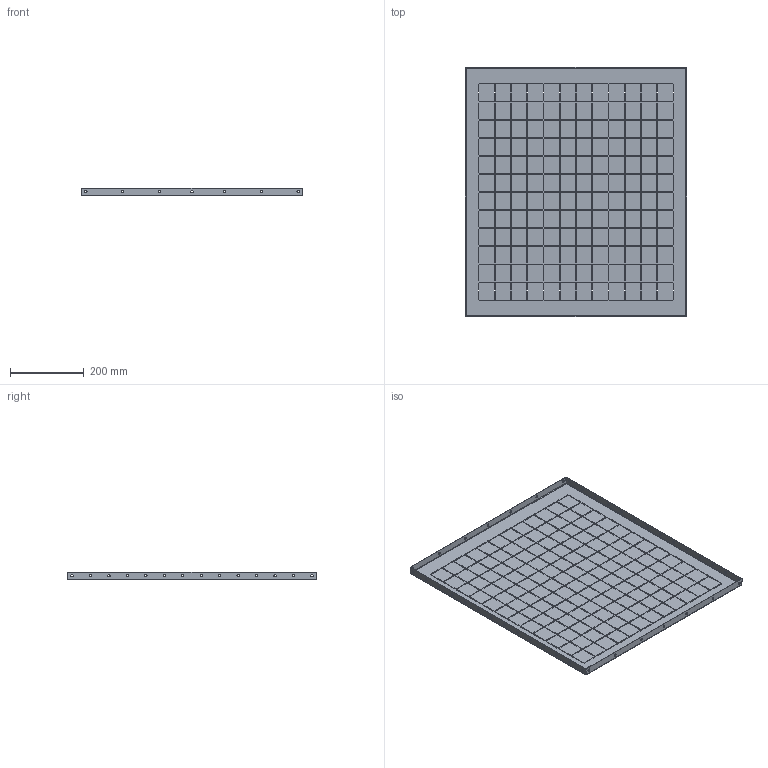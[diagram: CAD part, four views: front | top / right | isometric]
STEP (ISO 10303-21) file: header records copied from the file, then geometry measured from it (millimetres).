
FILE_DESCRIPTION (( 'STEP AP214' ), '1' );
FILE_NAME ('ÌÈ-2489.00.00.001 Ïåðåãîðîäêà âåðòèêàëüíàÿ ïî ãëóáèíå øêàôà 600õ800.STEP', '2022-12-09T06:43:14', ( '' ), ( '' ), 'SwSTEP 2.0', 'SolidWorks 2021', '' );
FILE_SCHEMA (( 'AUTOMOTIVE_DESIGN' ));
Length unit declared in the file: millimetre
Products named in the file (1): ÌÈ-2489.00.00.001 Ïåðåãîðîäêà âåðòèêàëüíàÿ ïî ãëóáèíå øêàôà 600õ800
Bounding box: 599 x 675 x 21 mm (x, y, z)
Volume: 426477 mm3; surface area: 883354.6 mm2
Topology: 1 solids, 1 shells, 1370 faces, 4072 edges, 2704 vertices
Faces by surface type: plane 1270, cylinder 92, bspline 8
Entity records: 47179 total; most frequent: CARTESIAN_POINT 8908, ORIENTED_EDGE 8144, DIRECTION 6938, EDGE_CURVE 4072, LINE 3876, VECTOR 3876, VERTEX_POINT 2704, EDGE_LOOP 2078
